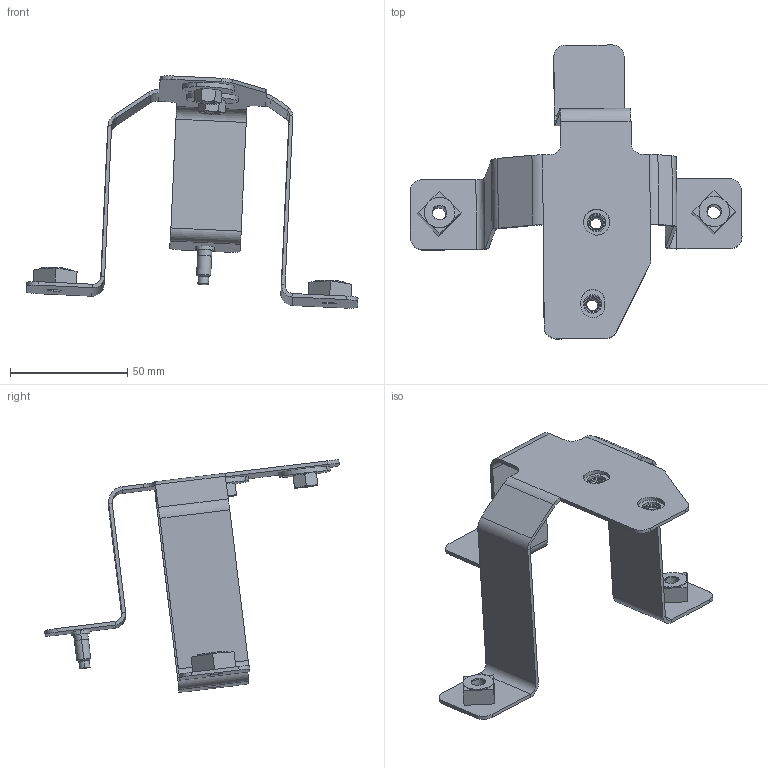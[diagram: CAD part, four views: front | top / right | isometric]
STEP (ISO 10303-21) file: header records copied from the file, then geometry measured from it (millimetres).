
FILE_DESCRIPTION(('CATIA V6 STEP','CAx-IF Rec.Pracs.--- Model Styling and Organization---1.2---2011-12-15'),'2;1');
FILE_NAME('SUPPORT CARENAGE CTL SOUS PLANCHER_748K21763R---_002_FROZEN_NPDM.stp','2020-04-06T13:24:44+00:00',('NewPDM'),('Renault'),'CATIA V6R2013xE.HF6','DASSAULT SYSTEMES CATIA V6 STEP AP214','none');
FILE_SCHEMA(('AUTOMOTIVE_DESIGN { 1 0 10303 214 1 1 1 1 }'));
Length unit declared in the file: millimetre
Products named in the file (3): 748K21763R---; M000667569; G000600880
Assembly tree (2 placements, depth 3):
  748K21763R---
    M000667569
      G000600880
Bounding box: 141.61 x 125.55 x 99.1 mm (x, y, z)
Volume: 25154.5 mm3; surface area: 33396.5 mm2
Topology: 6 solids, 6 shells, 247 faces, 552 edges, 326 vertices
Faces by surface type: plane 104, cylinder 71, cone 58, bspline 14
Entity records: 6887 total; most frequent: CARTESIAN_POINT 1874, ORIENTED_EDGE 1104, DIRECTION 785, EDGE_CURVE 552, AXIS2_PLACEMENT_3D 365, VERTEX_POINT 326, EDGE_LOOP 272, VECTOR 249
